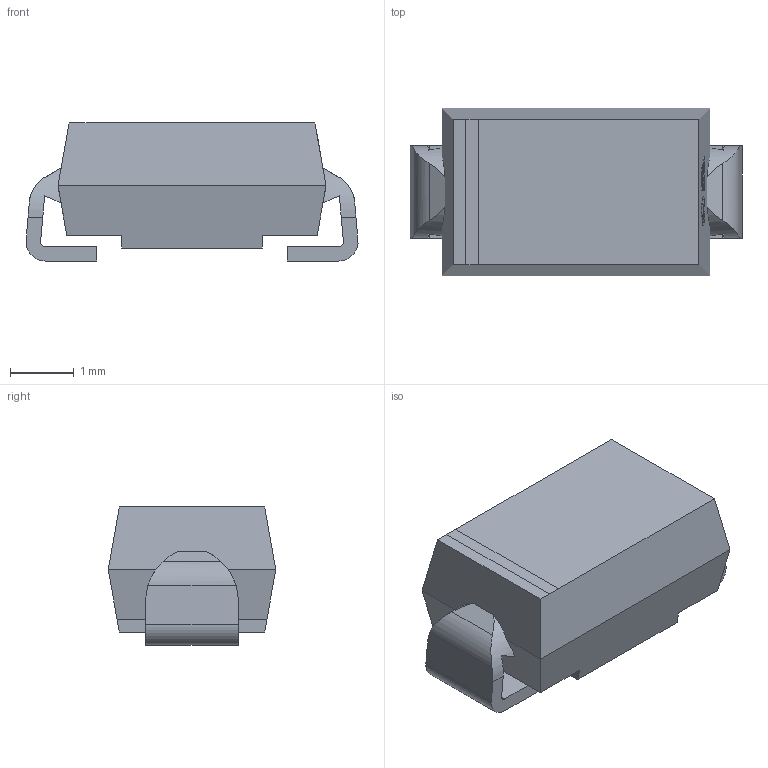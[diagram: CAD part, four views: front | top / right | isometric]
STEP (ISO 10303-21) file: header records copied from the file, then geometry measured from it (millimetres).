
FILE_DESCRIPTION (( 'STEP AP214' ), '1' );
FILE_NAME ('SMA_L4.2-W2.6-LS5.3-RD.step', '2022-07-15T04:43:55', ( '' ), ( '' ), 'SwSTEP 2.0', 'SolidWorks 2020', '' );
FILE_SCHEMA (( 'AUTOMOTIVE_DESIGN' ));
Length unit declared in the file: millimetre
Products named in the file (1): SMA_L4.2-W2.6-LS5.3-RD
Bounding box: 5.2 x 2.62 x 2.16 mm (x, y, z)
Volume: 20.1 mm3; surface area: 57.6 mm2
Topology: 14 solids, 14 shells, 334 faces, 893 edges, 594 vertices
Faces by surface type: plane 212, bspline 112, cylinder 10
Entity records: 14739 total; most frequent: CARTESIAN_POINT 4018, ORIENTED_EDGE 1786, DIRECTION 1091, EDGE_CURVE 893, LINE 629, VECTOR 629, VERTEX_POINT 594, EDGE_LOOP 353
